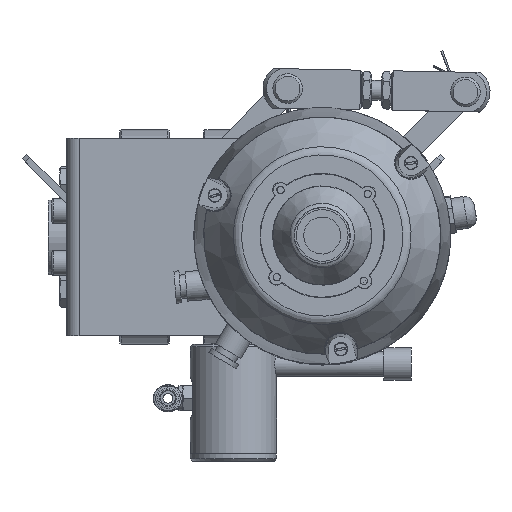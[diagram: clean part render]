
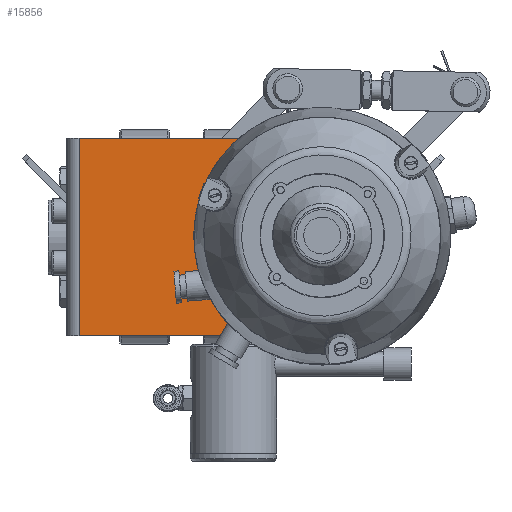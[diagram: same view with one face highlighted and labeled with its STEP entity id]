
A CAD part, top view. The second image highlights one B-rep face of the part: STEP entity #15856.
In plain terms, the highlighted planar face has unit normal (0, 0, 1).
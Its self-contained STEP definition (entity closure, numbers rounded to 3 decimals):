
#15788=CARTESIAN_POINT('',(-62.5,40.,71.4));
#15789=VERTEX_POINT('',#15788);
#15807=CARTESIAN_POINT('',(-62.5,-40.,71.4));
#15808=VERTEX_POINT('',#15807);
#15816=CARTESIAN_POINT('',(-62.5,40.,71.4));
#15817=DIRECTION('',(0.0,-1.0,0.0));
#15818=VECTOR('',#15817,80.0);
#15819=LINE('',#15816,#15818);
#15820=EDGE_CURVE('',#15789,#15808,#15819,.T.);
#15825=CARTESIAN_POINT('',(62.5,0.,71.4));
#15826=DIRECTION('',(0.0,0.0,1.0));
#15827=DIRECTION('',(0.0,1.0,0.0));
#15828=AXIS2_PLACEMENT_3D('',#15825,#15826,#15827);
#15829=PLANE('',#15828);
#15830=CARTESIAN_POINT('',(2.774,-40.,71.4));
#15831=VERTEX_POINT('',#15830);
#15832=CARTESIAN_POINT('',(2.774,40.,71.4));
#15833=VERTEX_POINT('',#15832);
#15834=CARTESIAN_POINT('',(36.,0.,71.4));
#15835=DIRECTION('',(0.0,0.0,-1.0));
#15836=DIRECTION('',(0.553,0.833,0.0));
#15837=AXIS2_PLACEMENT_3D('',#15834,#15835,#15836);
#15838=CIRCLE('',#15837,52.);
#15839=EDGE_CURVE('',#15831,#15833,#15838,.T.);
#15840=ORIENTED_EDGE('',*,*,#15839,.T.);
#15841=CARTESIAN_POINT('',(2.774,40.,71.4));
#15842=DIRECTION('',(-1.0,0.0,0.0));
#15843=VECTOR('',#15842,65.274);
#15844=LINE('',#15841,#15843);
#15845=EDGE_CURVE('',#15833,#15789,#15844,.T.);
#15846=ORIENTED_EDGE('',*,*,#15845,.T.);
#15847=ORIENTED_EDGE('',*,*,#15820,.T.);
#15848=CARTESIAN_POINT('',(-62.5,-40.,71.4));
#15849=DIRECTION('',(1.0,0.0,0.0));
#15850=VECTOR('',#15849,65.274);
#15851=LINE('',#15848,#15850);
#15852=EDGE_CURVE('',#15808,#15831,#15851,.T.);
#15853=ORIENTED_EDGE('',*,*,#15852,.T.);
#15854=EDGE_LOOP('',(#15840,#15846,#15847,#15853));
#15855=FACE_OUTER_BOUND('',#15854,.T.);
#15856=ADVANCED_FACE('',(#15855),#15829,.T.);
